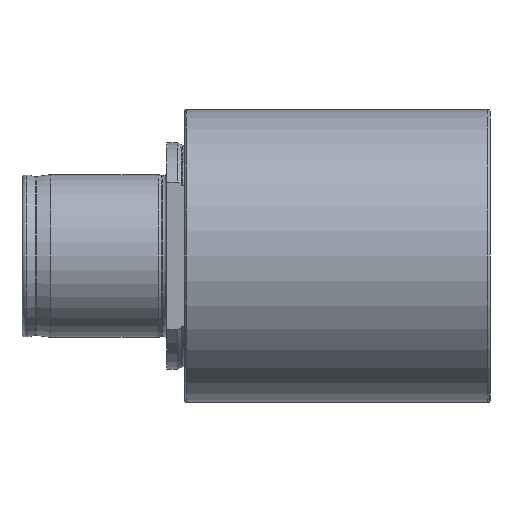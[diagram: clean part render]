
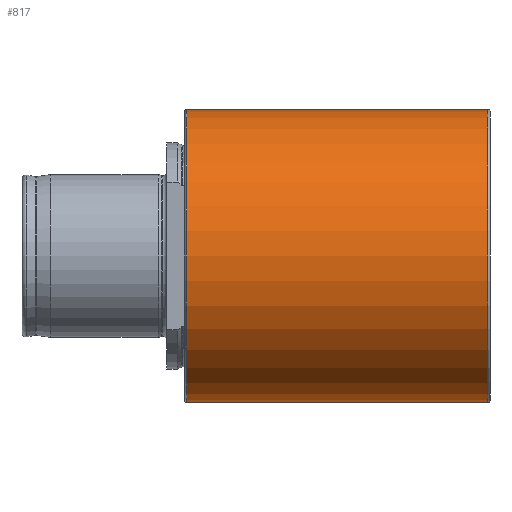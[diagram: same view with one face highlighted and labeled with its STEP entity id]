
A CAD part, front view. The second image highlights one B-rep face of the part: STEP entity #817.
In plain terms, the highlighted cylindrical face has radius 36 mm (diameter 72 mm), a partial arc.
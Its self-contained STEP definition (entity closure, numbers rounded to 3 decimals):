
#635 = CARTESIAN_POINT ( 'NONE',  ( 40.5, 0., 0. ) ) ;
#638 = DIRECTION ( 'NONE',  ( 0., 0., 1. ) ) ;
#639 = DIRECTION ( 'NONE',  ( -1., 0., 0. ) ) ;
#641 = CARTESIAN_POINT ( 'NONE',  ( 114.5, 0., 0. ) ) ;
#642 = DIRECTION ( 'NONE',  ( -1., 0., 0. ) ) ;
#643 = DIRECTION ( 'NONE',  ( 0., 0., 1. ) ) ;
#727 = EDGE_CURVE ( 'NONE', #1420, #1510, #2490, .T. ) ;
#728 = EDGE_CURVE ( 'NONE', #1437, #1388, #2659, .T. ) ;
#817 = ADVANCED_FACE ( 'NONE', ( #3507 ), #3452, .T. ) ;
#1105 = EDGE_CURVE ( 'NONE', #1388, #1510, #2109, .T. ) ;
#1126 = EDGE_CURVE ( 'NONE', #1437, #1420, #3829, .T. ) ;
#1152 = ORIENTED_EDGE ( 'NONE', *, *, #728, .T. ) ;
#1153 = ORIENTED_EDGE ( 'NONE', *, *, #1105, .T. ) ;
#1195 = ORIENTED_EDGE ( 'NONE', *, *, #727, .F. ) ;
#1388 = VERTEX_POINT ( 'NONE', #3177 ) ;
#1420 = VERTEX_POINT ( 'NONE', #3130 ) ;
#1437 = VERTEX_POINT ( 'NONE', #3114 ) ;
#1510 = VERTEX_POINT ( 'NONE', #3106 ) ;
#1778 = ORIENTED_EDGE ( 'NONE', *, *, #1126, .F. ) ;
#1824 = EDGE_LOOP ( 'NONE', ( #1778, #1152, #1153, #1195 ) ) ;
#2102 = DIRECTION ( 'NONE',  ( -1., 0., 0. ) ) ;
#2109 = LINE ( 'NONE', #2155, #2752 ) ;
#2155 = CARTESIAN_POINT ( 'NONE',  ( 0., 0., 36. ) ) ;
#2490 = CIRCLE ( 'NONE', #2555, 36. ) ;
#2555 = AXIS2_PLACEMENT_3D ( 'NONE', #635, #639, #638 ) ;
#2582 = VECTOR ( 'NONE', #3827, 1000. ) ;
#2659 = CIRCLE ( 'NONE', #2988, 36. ) ;
#2752 = VECTOR ( 'NONE', #2102, 1000. ) ;
#2941 = AXIS2_PLACEMENT_3D ( 'NONE', #3729, #3670, #3356 ) ;
#2988 = AXIS2_PLACEMENT_3D ( 'NONE', #641, #642, #643 ) ;
#3106 = CARTESIAN_POINT ( 'NONE',  ( 40.5, 0., 36. ) ) ;
#3114 = CARTESIAN_POINT ( 'NONE',  ( 114.5, 0., -36. ) ) ;
#3130 = CARTESIAN_POINT ( 'NONE',  ( 40.5, 0., -36. ) ) ;
#3177 = CARTESIAN_POINT ( 'NONE',  ( 114.5, 0., 36. ) ) ;
#3356 = DIRECTION ( 'NONE',  ( 0., 0., 1. ) ) ;
#3452 = CYLINDRICAL_SURFACE ( 'NONE', #2941, 36. ) ;
#3507 = FACE_OUTER_BOUND ( 'NONE', #1824, .T. ) ;
#3670 = DIRECTION ( 'NONE',  ( -1., 0., 0. ) ) ;
#3729 = CARTESIAN_POINT ( 'NONE',  ( 0., 0., 0. ) ) ;
#3827 = DIRECTION ( 'NONE',  ( -1., 0., 0. ) ) ;
#3828 = CARTESIAN_POINT ( 'NONE',  ( 0., 0., -36. ) ) ;
#3829 = LINE ( 'NONE', #3828, #2582 ) ;
